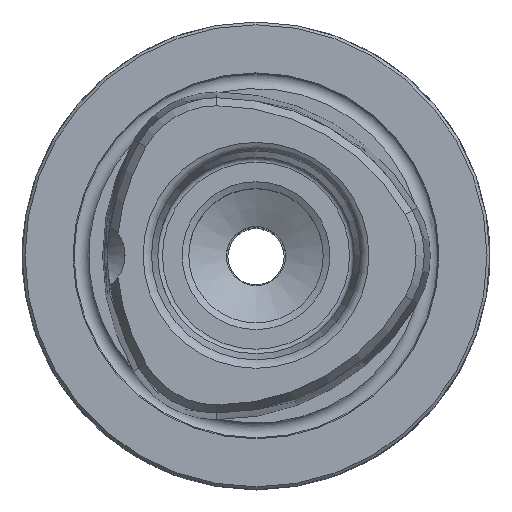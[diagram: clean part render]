
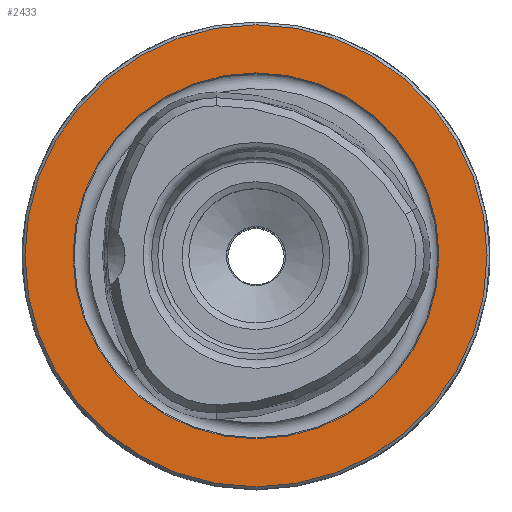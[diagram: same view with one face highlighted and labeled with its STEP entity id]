
A CAD part, top view. The second image highlights one B-rep face of the part: STEP entity #2433.
In plain terms, the highlighted planar face has unit normal (0, 0, 1).
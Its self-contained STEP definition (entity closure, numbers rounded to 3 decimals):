
#197=PLANE('',#2648);
#522=ORIENTED_EDGE('',*,*,#781,.T.);
#523=ORIENTED_EDGE('',*,*,#780,.F.);
#780=EDGE_CURVE('',#945,#945,#1078,.T.);
#781=EDGE_CURVE('',#946,#946,#1079,.T.);
#945=VERTEX_POINT('',#3675);
#946=VERTEX_POINT('',#3678);
#1078=CIRCLE('',#2647,19.564);
#1079=CIRCLE('',#2649,24.7);
#1228=EDGE_LOOP('',(#522));
#1229=EDGE_LOOP('',(#523));
#1415=FACE_BOUND('',#1228,.T.);
#1416=FACE_BOUND('',#1229,.T.);
#2433=ADVANCED_FACE('',(#1415,#1416),#197,.T.);
#2647=AXIS2_PLACEMENT_3D('',#3674,#3076,#3077);
#2648=AXIS2_PLACEMENT_3D('',#3676,#3078,#3079);
#2649=AXIS2_PLACEMENT_3D('',#3677,#3080,#3081);
#3076=DIRECTION('',(0.,0.,1.));
#3077=DIRECTION('',(1.,0.,0.));
#3078=DIRECTION('',(0.,0.,1.));
#3079=DIRECTION('',(1.,0.,0.));
#3080=DIRECTION('',(0.,0.,1.));
#3081=DIRECTION('',(1.,0.,0.));
#3674=CARTESIAN_POINT('',(0.,0.,0.));
#3675=CARTESIAN_POINT('',(19.564,0.,0.));
#3676=CARTESIAN_POINT('',(19.4,0.,0.));
#3677=CARTESIAN_POINT('',(0.,0.,0.));
#3678=CARTESIAN_POINT('',(24.7,0.,0.));
